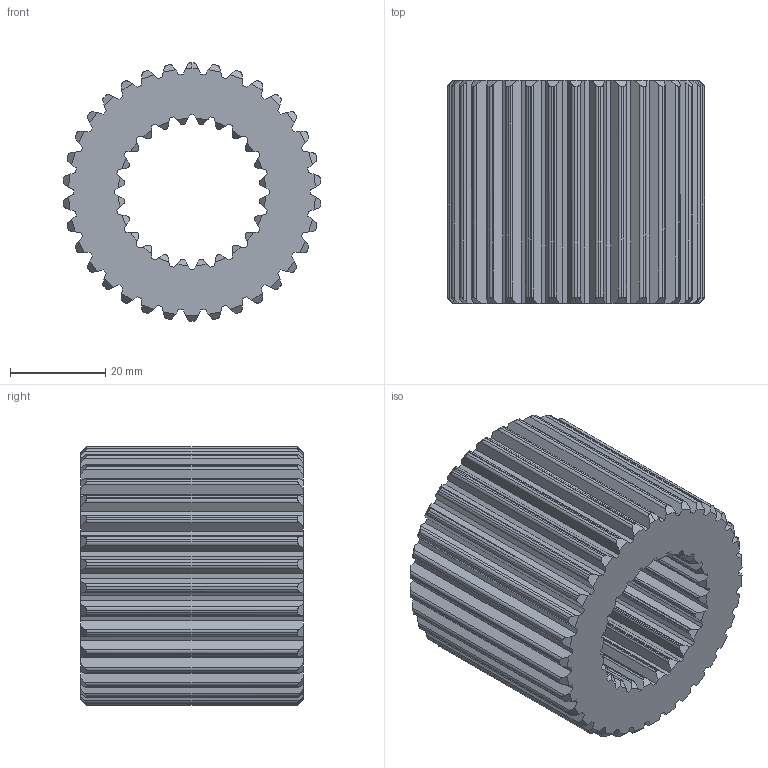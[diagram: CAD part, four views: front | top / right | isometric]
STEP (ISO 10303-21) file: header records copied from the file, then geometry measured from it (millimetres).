
FILE_DESCRIPTION(('FreeCAD Model'),'2;1');
FILE_NAME('Open CASCADE Shape Model','2025-05-08T04:17:06',('FreeCAD'),( 'FreeCAD'),'Open CASCADE STEP processor 7.6','FreeCAD','Unknown');
FILE_SCHEMA(('AUTOMOTIVE_DESIGN { 1 0 10303 214 1 1 1 1 }'));
Length unit declared in the file: millimetre
Products named in the file (1): Open CASCADE STEP translator 7.6 1
Bounding box: 54.28 x 46.9 x 54.47 mm (x, y, z)
Volume: 66144.9 mm3; surface area: 21438 mm2
Topology: 1 solids, 1 shells, 492 faces, 1469 edges, 979 vertices
Faces by surface type: bspline 492
Entity records: 16800 total; most frequent: CARTESIAN_POINT 9037, ORIENTED_EDGE 2938, EDGE_CURVE 1469, VERTEX_POINT 979, B_SPLINE_CURVE_WITH_KNOTS 878, FACE_BOUND 494, EDGE_LOOP 494, ADVANCED_FACE 492
